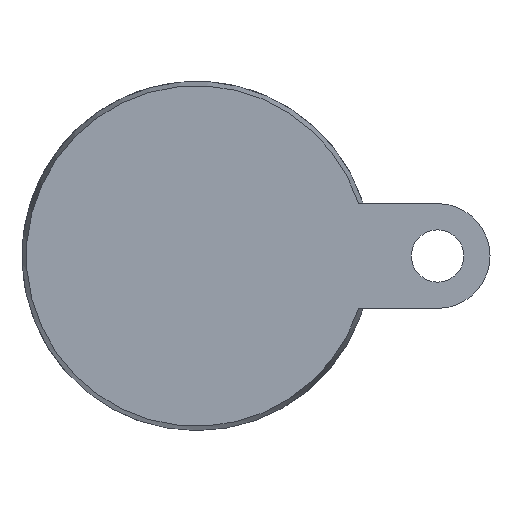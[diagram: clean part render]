
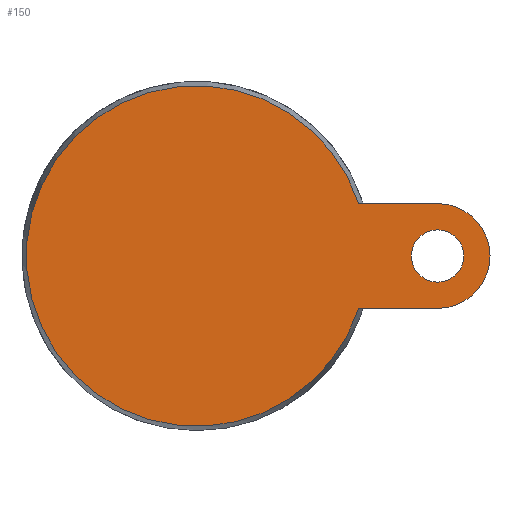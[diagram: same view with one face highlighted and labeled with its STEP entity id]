
A CAD part, front view. The second image highlights one B-rep face of the part: STEP entity #150.
In plain terms, the highlighted planar face has unit normal (0, -1, 0).
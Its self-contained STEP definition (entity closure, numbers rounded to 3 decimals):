
#150 = ADVANCED_FACE( '', ( #313, #314 ), #315, .F. );
#313 = FACE_BOUND( '', #504, .T. );
#314 = FACE_OUTER_BOUND( '', #505, .T. );
#315 = PLANE( '', #506 );
#504 = EDGE_LOOP( '', ( #824 ) );
#505 = EDGE_LOOP( '', ( #825, #826, #827, #828 ) );
#506 = AXIS2_PLACEMENT_3D( '', #829, #830, #831 );
#824 = ORIENTED_EDGE( '', *, *, #961, .T. );
#825 = ORIENTED_EDGE( '', *, *, #954, .F. );
#826 = ORIENTED_EDGE( '', *, *, #922, .T. );
#827 = ORIENTED_EDGE( '', *, *, #957, .F. );
#828 = ORIENTED_EDGE( '', *, *, #968, .F. );
#829 = CARTESIAN_POINT( '', ( 48.75, 0., 0. ) );
#830 = DIRECTION( '', ( 0., 1., 0. ) );
#831 = DIRECTION( '', ( 0., 0., 1. ) );
#922 = EDGE_CURVE( '', #1080, #1084, #1086, .T. );
#954 = EDGE_CURVE( '', #1080, #1129, #1130, .T. );
#957 = EDGE_CURVE( '', #1133, #1084, #1134, .T. );
#961 = EDGE_CURVE( '', #1138, #1138, #1139, .T. );
#968 = EDGE_CURVE( '', #1129, #1133, #1146, .T. );
#1080 = VERTEX_POINT( '', #1423 );
#1084 = VERTEX_POINT( '', #1430 );
#1086 = CIRCLE( '', #1435, 48.75 );
#1129 = VERTEX_POINT( '', #1490 );
#1130 = LINE( '', #1491, #1492 );
#1133 = VERTEX_POINT( '', #1496 );
#1134 = LINE( '', #1497, #1498 );
#1138 = VERTEX_POINT( '', #1503 );
#1139 = CIRCLE( '', #1504, 7.5 );
#1146 = CIRCLE( '', #1518, 15. );
#1423 = CARTESIAN_POINT( '', ( 46.385, 0., 15. ) );
#1430 = CARTESIAN_POINT( '', ( 46.385, 0., -15. ) );
#1435 = AXIS2_PLACEMENT_3D( '', #1586, #1587, #1588 );
#1490 = CARTESIAN_POINT( '', ( 69., 0., 15. ) );
#1491 = CARTESIAN_POINT( '', ( 0., 0., 15. ) );
#1492 = VECTOR( '', #1633, 1000. );
#1496 = CARTESIAN_POINT( '', ( 69., 0., -15. ) );
#1497 = CARTESIAN_POINT( '', ( 69., 0., -15. ) );
#1498 = VECTOR( '', #1635, 1000. );
#1503 = CARTESIAN_POINT( '', ( 76.5, 0., 0. ) );
#1504 = AXIS2_PLACEMENT_3D( '', #1637, #1638, #1639 );
#1518 = AXIS2_PLACEMENT_3D( '', #1640, #1641, #1642 );
#1586 = CARTESIAN_POINT( '', ( 0., 0., 0. ) );
#1587 = DIRECTION( '', ( 0., -1., 0. ) );
#1588 = DIRECTION( '', ( 0., 0., -1. ) );
#1633 = DIRECTION( '', ( 1., 0., 0. ) );
#1635 = DIRECTION( '', ( -1., 0., 0. ) );
#1637 = CARTESIAN_POINT( '', ( 69., 0., 0. ) );
#1638 = DIRECTION( '', ( 0., 1., 0. ) );
#1639 = DIRECTION( '', ( 1., 0., 0. ) );
#1640 = CARTESIAN_POINT( '', ( 69., 0., 0. ) );
#1641 = DIRECTION( '', ( 0., 1., 0. ) );
#1642 = DIRECTION( '', ( 1., 0., 0. ) );
